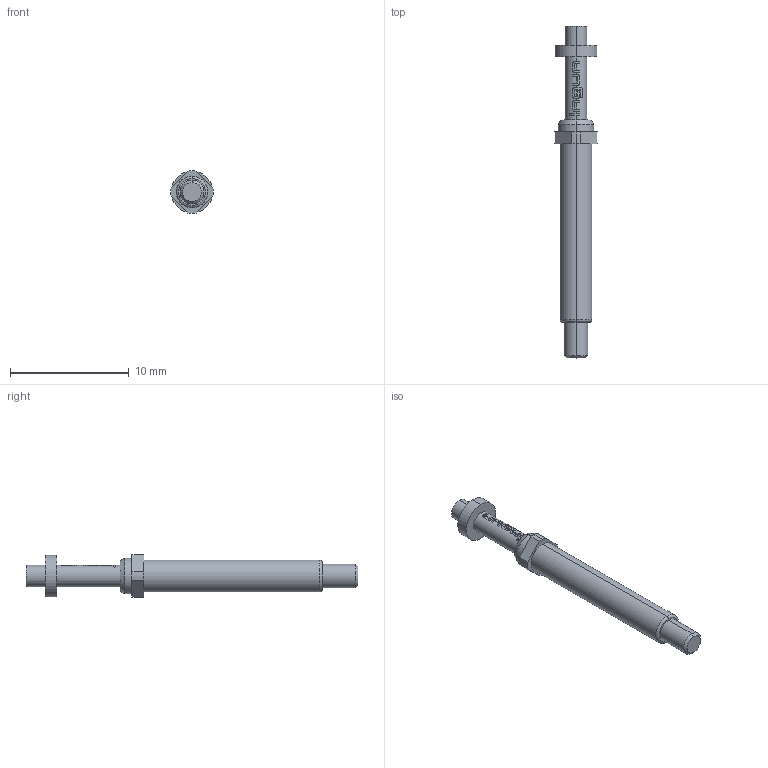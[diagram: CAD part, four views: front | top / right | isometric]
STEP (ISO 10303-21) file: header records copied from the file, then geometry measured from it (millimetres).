
FILE_DESCRIPTION (( 'STEP AP203' ), '1' );
FILE_NAME ('INGUN_T-113_302_180_160_350Axx02M.STEP', '2022-02-11T10:57:14', ( 'ochi' ), ( '' ), 'SwSTEP 2.0', 'SolidWorks 2018', '' );
FILE_SCHEMA (( 'CONFIG_CONTROL_DESIGN' ));
Length unit declared in the file: millimetre
Products named in the file (1): INGUN_T-113_302_180_160_350Axx02M
Bounding box: 3.59 x 27.9 x 3.6 mm (x, y, z)
Volume: 134.3 mm3; surface area: 242.4 mm2
Topology: 1 solids, 1 shells, 107 faces, 288 edges, 190 vertices
Faces by surface type: plane 52, cylinder 27, bspline 22, cone 4, torus 2
Entity records: 3733 total; most frequent: CARTESIAN_POINT 1106, ORIENTED_EDGE 576, DIRECTION 474, EDGE_CURVE 288, VERTEX_POINT 190, AXIS2_PLACEMENT_3D 186, EDGE_LOOP 114, ADVANCED_FACE 107
